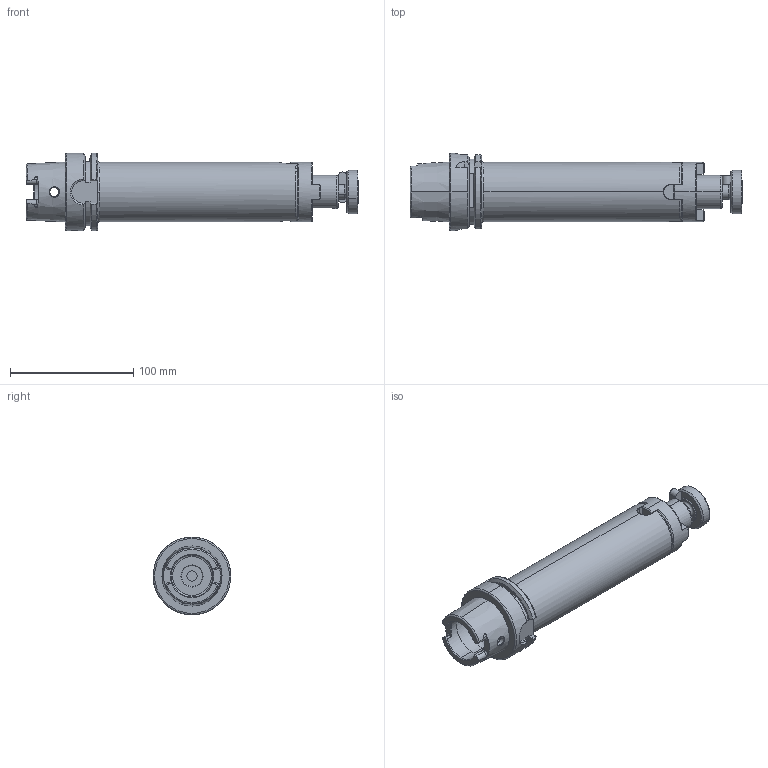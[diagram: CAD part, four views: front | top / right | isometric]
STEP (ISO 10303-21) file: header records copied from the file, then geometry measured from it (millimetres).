
FILE_DESCRIPTION (( 'STEP AP203' ), '1' );
FILE_NAME ('9163A-KD27200.STEP', '2018-09-07T09:06:38', ( '' ), ( '' ), 'SwSTEP 2.0', 'SolidWorks 2009', '' );
FILE_SCHEMA (( 'CONFIG_CONTROL_DESIGN' ));
Length unit declared in the file: millimetre
Products named in the file (7): CCS-M12-27-1; CCS-M12-27-2; PK-7X7X25; 9163A-KD27200; FT DR CMH 27; HSKA63CMH27200WW; CCS-M12-27
Assembly tree (6 placements, depth 3):
  9163A-KD27200
    FT DR CMH 27
    CCS-M12-27
      CCS-M12-27-2
      CCS-M12-27-1
    PK-7X7X25
    HSKA63CMH27200WW
Bounding box: 269 x 63 x 63 mm (x, y, z)
Volume: 405419.6 mm3; surface area: 67176.7 mm2
Topology: 5 solids, 5 shells, 305 faces, 752 edges, 461 vertices
Faces by surface type: plane 116, cylinder 77, cone 51, torus 42, bspline 19
Entity records: 11482 total; most frequent: CARTESIAN_POINT 3726, ORIENTED_EDGE 1496, DIRECTION 1447, EDGE_CURVE 748, AXIS2_PLACEMENT_3D 576, VERTEX_POINT 461, EDGE_LOOP 323, ADVANCED_FACE 305
